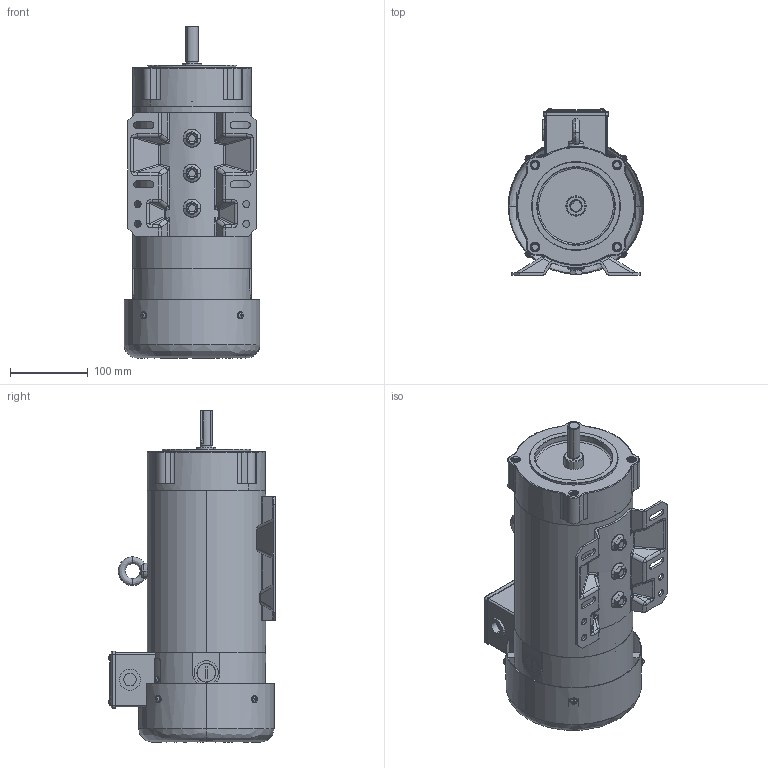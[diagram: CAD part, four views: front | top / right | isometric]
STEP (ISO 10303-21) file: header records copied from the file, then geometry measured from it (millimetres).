
FILE_DESCRIPTION (( 'STEP AP214' ), '1' );
FILE_NAME ('WPMDC2-18-180V-56CB.STEP', '2019-03-25T22:43:51', ( '' ), ( '' ), 'SwSTEP 2.0', 'SolidWorks 2017', '' );
FILE_SCHEMA (( 'AUTOMOTIVE_DESIGN' ));
Length unit declared in the file: inch
Products named in the file (1): WPMDC2-18-180V-56CB
Bounding box: 174.4 x 214.53 x 427.01 mm (x, y, z)
Volume: 2028839 mm3; surface area: 760867.6 mm2
Topology: 33 solids, 33 shells, 2125 faces, 5564 edges, 3571 vertices
Faces by surface type: plane 921, cylinder 795, bspline 360, cone 49
Entity records: 125153 total; most frequent: CARTESIAN_POINT 48176, ORIENTED_EDGE 11104, DIRECTION 9041, EDGE_CURVE 5552, VERTEX_POINT 3571, AXIS2_PLACEMENT_3D 3118, VECTOR 2805, LINE 2805
